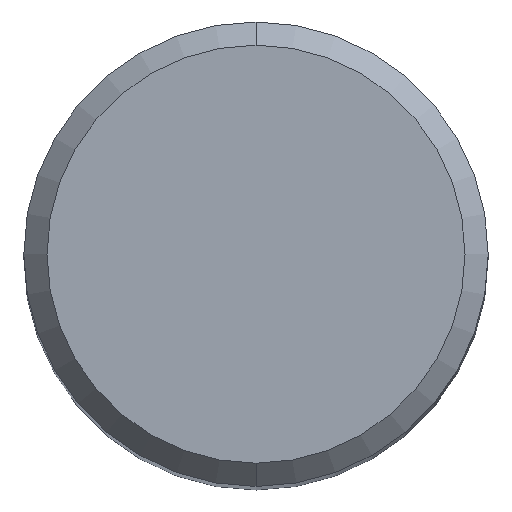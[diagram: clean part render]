
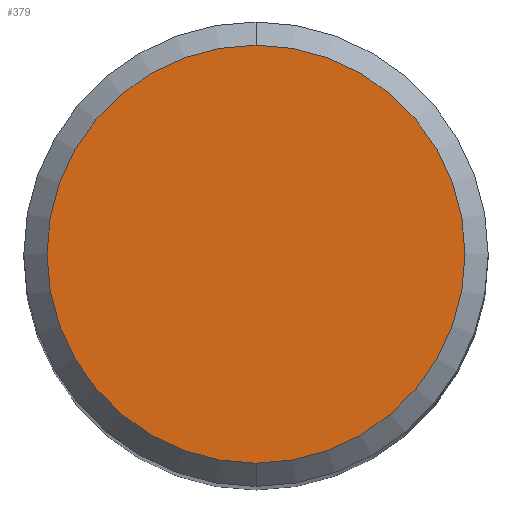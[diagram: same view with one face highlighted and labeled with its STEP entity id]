
A CAD part, top view. The second image highlights one B-rep face of the part: STEP entity #379.
In plain terms, the highlighted planar face has unit normal (0, 0, 1).
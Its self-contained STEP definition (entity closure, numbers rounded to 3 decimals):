
#199=EDGE_CURVE('',#345,#353,#493,.T.);
#297=EDGE_CURVE('',#353,#345,#602,.T.);
#345=VERTEX_POINT('',#654);
#353=VERTEX_POINT('',#664);
#379=ADVANCED_FACE('',(#692),#693,.T.);
#493=CIRCLE('',#845,3.6);
#602=CIRCLE('',#1075,3.6);
#654=CARTESIAN_POINT('',(0.,-3.6,0.0));
#664=CARTESIAN_POINT('',(0.0,3.6,0.0));
#692=FACE_OUTER_BOUND('',#1285,.T.);
#693=PLANE('',#1286);
#845=AXIS2_PLACEMENT_3D('',#1433,#1434,#1435);
#1075=AXIS2_PLACEMENT_3D('',#1550,#1551,#1552);
#1285=EDGE_LOOP('',(#1644,#1645));
#1286=AXIS2_PLACEMENT_3D('',#1646,#1647,#1648);
#1433=CARTESIAN_POINT('',(0.0,0.0,0.0));
#1434=DIRECTION('',(0.0,0.0,-1.0));
#1435=DIRECTION('',(0.0,1.0,0.0));
#1550=CARTESIAN_POINT('',(0.0,0.0,0.0));
#1551=DIRECTION('',(0.0,0.0,-1.0));
#1552=DIRECTION('',(0.0,1.0,0.0));
#1644=ORIENTED_EDGE('',*,*,#297,.F.);
#1645=ORIENTED_EDGE('',*,*,#199,.F.);
#1646=CARTESIAN_POINT('',(0.0,1.8,0.0));
#1647=DIRECTION('',(-0.0,0.0,1.0));
#1648=DIRECTION('',(0.0,-1.0,0.0));
